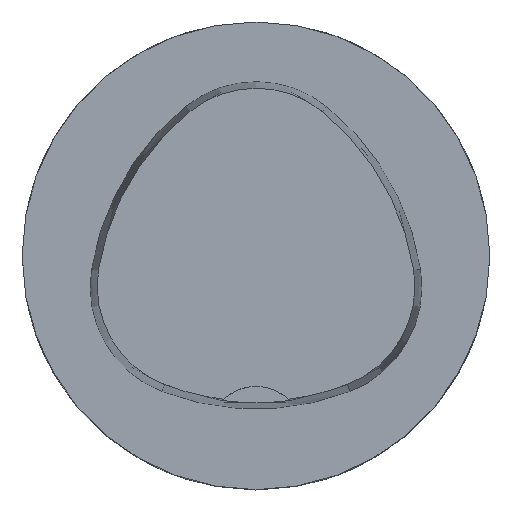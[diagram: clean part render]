
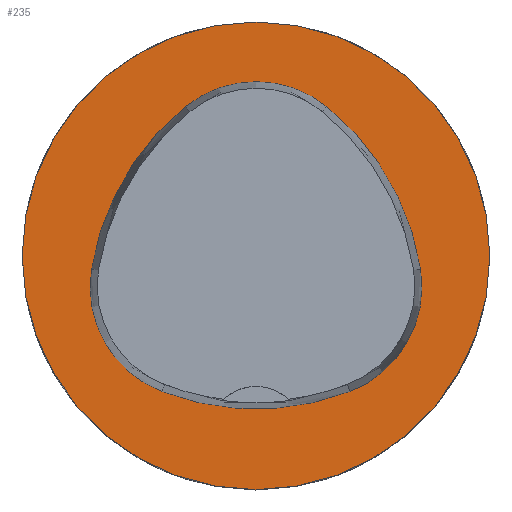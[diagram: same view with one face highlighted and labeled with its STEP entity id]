
A CAD part, top view. The second image highlights one B-rep face of the part: STEP entity #235.
In plain terms, the highlighted planar face has unit normal (0, 0, 1).
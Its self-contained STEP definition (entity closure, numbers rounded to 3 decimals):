
#175=PLANE('',#946);
#235=ADVANCED_FACE('',(#353,#354),#175,.T.);
#353=FACE_BOUND('',#411,.T.);
#354=FACE_BOUND('',#412,.T.);
#411=EDGE_LOOP('',(#520,#521,#522,#523,#524,#525));
#412=EDGE_LOOP('',(#526));
#520=ORIENTED_EDGE('',*,*,#679,.T.);
#521=ORIENTED_EDGE('',*,*,#659,.T.);
#522=ORIENTED_EDGE('',*,*,#663,.T.);
#523=ORIENTED_EDGE('',*,*,#666,.T.);
#524=ORIENTED_EDGE('',*,*,#669,.T.);
#525=ORIENTED_EDGE('',*,*,#677,.T.);
#526=ORIENTED_EDGE('',*,*,#631,.F.);
#574=VERTEX_POINT('',#1252);
#602=VERTEX_POINT('',#1329);
#603=VERTEX_POINT('',#1330);
#606=VERTEX_POINT('',#1338);
#608=VERTEX_POINT('',#1344);
#610=VERTEX_POINT('',#1350);
#617=VERTEX_POINT('',#1371);
#631=EDGE_CURVE('',#574,#574,#692,.T.);
#659=EDGE_CURVE('',#602,#603,#712,.T.);
#663=EDGE_CURVE('',#603,#606,#714,.T.);
#666=EDGE_CURVE('',#606,#608,#716,.T.);
#669=EDGE_CURVE('',#608,#610,#718,.T.);
#677=EDGE_CURVE('',#610,#617,#722,.T.);
#679=EDGE_CURVE('',#617,#602,#724,.T.);
#692=CIRCLE('',#879,25.);
#712=CIRCLE('',#924,28.);
#714=CIRCLE('',#927,12.);
#716=CIRCLE('',#930,28.);
#718=CIRCLE('',#933,12.);
#722=CIRCLE('',#938,28.);
#724=CIRCLE('',#941,12.);
#879=AXIS2_PLACEMENT_3D('',#1251,#1008,#1009);
#924=AXIS2_PLACEMENT_3D('',#1328,#1102,#1103);
#927=AXIS2_PLACEMENT_3D('',#1337,#1110,#1111);
#930=AXIS2_PLACEMENT_3D('',#1343,#1117,#1118);
#933=AXIS2_PLACEMENT_3D('',#1349,#1124,#1125);
#938=AXIS2_PLACEMENT_3D('',#1372,#1136,#1137);
#941=AXIS2_PLACEMENT_3D('',#1375,#1142,#1143);
#946=AXIS2_PLACEMENT_3D('',#1380,#1152,#1153);
#1008=DIRECTION('',(0.,0.,-1.));
#1009=DIRECTION('',(-1.,0.,0.));
#1102=DIRECTION('',(0.,0.,-1.));
#1103=DIRECTION('',(-1.,0.,0.));
#1110=DIRECTION('',(0.,0.,-1.));
#1111=DIRECTION('',(-1.,0.,0.));
#1117=DIRECTION('',(0.,0.,-1.));
#1118=DIRECTION('',(-1.,0.,0.));
#1124=DIRECTION('',(0.,0.,-1.));
#1125=DIRECTION('',(-1.,0.,0.));
#1136=DIRECTION('',(0.,0.,-1.));
#1137=DIRECTION('',(-1.,0.,0.));
#1142=DIRECTION('',(0.,0.,-1.));
#1143=DIRECTION('',(-1.,0.,0.));
#1152=DIRECTION('',(0.,0.,1.));
#1153=DIRECTION('',(1.,0.,0.));
#1251=CARTESIAN_POINT('',(0.,0.,0.));
#1252=CARTESIAN_POINT('',(-25.,0.,0.));
#1328=CARTESIAN_POINT('',(10.068,-5.824,0.));
#1329=CARTESIAN_POINT('',(-17.584,-1.424,0.));
#1330=CARTESIAN_POINT('',(-7.531,15.953,0.));
#1337=CARTESIAN_POINT('',(0.011,6.62,0.));
#1338=CARTESIAN_POINT('',(7.567,15.942,0.));
#1343=CARTESIAN_POINT('',(-10.063,-5.81,0.));
#1344=CARTESIAN_POINT('',(17.59,-1.418,0.));
#1349=CARTESIAN_POINT('',(5.739,-3.3,0.));
#1350=CARTESIAN_POINT('',(10.05,-14.499,0.));
#1371=CARTESIAN_POINT('',(-10.025,-14.516,0.));
#1372=CARTESIAN_POINT('',(-0.01,11.631,0.));
#1375=CARTESIAN_POINT('',(-5.733,-3.31,0.));
#1380=CARTESIAN_POINT('',(0.,0.,0.));
